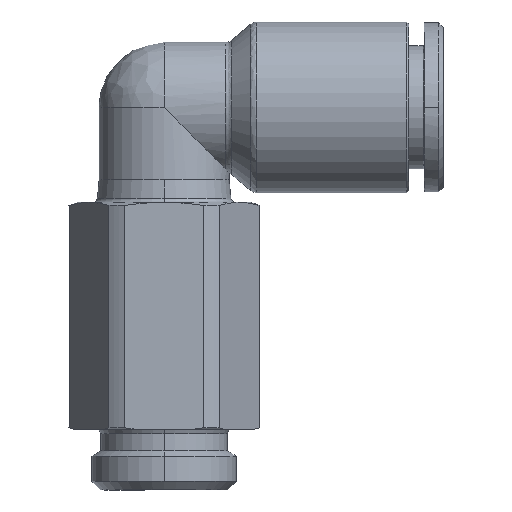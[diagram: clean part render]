
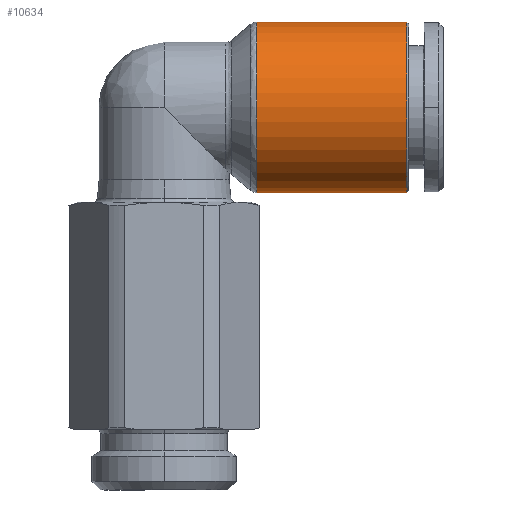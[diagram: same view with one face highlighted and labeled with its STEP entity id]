
A CAD part, front view. The second image highlights one B-rep face of the part: STEP entity #10634.
In plain terms, the highlighted cylindrical face has radius 9.85 mm (diameter 19.7 mm), a partial arc.
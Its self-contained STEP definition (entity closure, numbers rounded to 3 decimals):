
#416 = VERTEX_POINT ( 'NONE', #10466 ) ;
#417 = ORIENTED_EDGE ( 'NONE', *, *, #9407, .T. ) ;
#495 = DIRECTION ( 'NONE',  ( 0., 0., -1. ) ) ;
#668 = CYLINDRICAL_SURFACE ( 'NONE', #8790, 9.85 ) ;
#786 = DIRECTION ( 'NONE',  ( 0., 0., -1. ) ) ;
#1425 = CARTESIAN_POINT ( 'NONE',  ( 2.872, 0., 9.85 ) ) ;
#1613 = VECTOR ( 'NONE', #14217, 1000. ) ;
#1846 = ORIENTED_EDGE ( 'NONE', *, *, #11370, .T. ) ;
#2288 = EDGE_CURVE ( 'NONE', #11660, #4329, #6238, .T. ) ;
#2529 = VERTEX_POINT ( 'NONE', #8996 ) ;
#2733 = DIRECTION ( 'NONE',  ( 1., 0., 0. ) ) ;
#3088 = CIRCLE ( 'NONE', #12627, 9.85 ) ;
#3620 = CARTESIAN_POINT ( 'NONE',  ( 12.572, 0., 0. ) ) ;
#3741 = DIRECTION ( 'NONE',  ( 1., 0., 0. ) ) ;
#3808 = EDGE_LOOP ( 'NONE', ( #7040, #417, #4706, #9507, #1846 ) ) ;
#4329 = VERTEX_POINT ( 'NONE', #12538 ) ;
#4455 = DIRECTION ( 'NONE',  ( 1., 0., 0. ) ) ;
#4706 = ORIENTED_EDGE ( 'NONE', *, *, #5394, .T. ) ;
#5394 = EDGE_CURVE ( 'NONE', #2529, #11660, #9229, .T. ) ;
#6238 = CIRCLE ( 'NONE', #8561, 9.85 ) ;
#6940 = DIRECTION ( 'NONE',  ( 0., 0., -1. ) ) ;
#7040 = ORIENTED_EDGE ( 'NONE', *, *, #9914, .F. ) ;
#7141 = CARTESIAN_POINT ( 'NONE',  ( 2.872, 0., -9.85 ) ) ;
#7537 = CIRCLE ( 'NONE', #7914, 9.85 ) ;
#7745 = DIRECTION ( 'NONE',  ( -1., 0., 0. ) ) ;
#7914 = AXIS2_PLACEMENT_3D ( 'NONE', #3620, #8390, #10742 ) ;
#7994 = CARTESIAN_POINT ( 'NONE',  ( 12.572, 0., 9.85 ) ) ;
#8390 = DIRECTION ( 'NONE',  ( -1., 0., 0. ) ) ;
#8561 = AXIS2_PLACEMENT_3D ( 'NONE', #14704, #7745, #786 ) ;
#8790 = AXIS2_PLACEMENT_3D ( 'NONE', #11538, #4455, #6940 ) ;
#8996 = CARTESIAN_POINT ( 'NONE',  ( -4.764, 0., -9.85 ) ) ;
#9229 = LINE ( 'NONE', #7141, #10114 ) ;
#9407 = EDGE_CURVE ( 'NONE', #416, #2529, #3088, .T. ) ;
#9507 = ORIENTED_EDGE ( 'NONE', *, *, #2288, .T. ) ;
#9914 = EDGE_CURVE ( 'NONE', #416, #10223, #13420, .T. ) ;
#10114 = VECTOR ( 'NONE', #3741, 1000. ) ;
#10223 = VERTEX_POINT ( 'NONE', #7994 ) ;
#10466 = CARTESIAN_POINT ( 'NONE',  ( -4.764, 0., 9.85 ) ) ;
#10634 = ADVANCED_FACE ( 'NONE', ( #13559 ), #668, .T. ) ;
#10742 = DIRECTION ( 'NONE',  ( 0., 0., -1. ) ) ;
#10831 = CARTESIAN_POINT ( 'NONE',  ( 12.572, 0., -9.85 ) ) ;
#11370 = EDGE_CURVE ( 'NONE', #4329, #10223, #7537, .T. ) ;
#11538 = CARTESIAN_POINT ( 'NONE',  ( 2.872, 0., 0. ) ) ;
#11660 = VERTEX_POINT ( 'NONE', #10831 ) ;
#12218 = CARTESIAN_POINT ( 'NONE',  ( -4.764, 0., 0. ) ) ;
#12538 = CARTESIAN_POINT ( 'NONE',  ( 12.572, -9.85, 0. ) ) ;
#12627 = AXIS2_PLACEMENT_3D ( 'NONE', #12218, #2733, #495 ) ;
#13420 = LINE ( 'NONE', #1425, #1613 ) ;
#13559 = FACE_OUTER_BOUND ( 'NONE', #3808, .T. ) ;
#14217 = DIRECTION ( 'NONE',  ( 1., 0., 0. ) ) ;
#14704 = CARTESIAN_POINT ( 'NONE',  ( 12.572, 0., 0. ) ) ;
